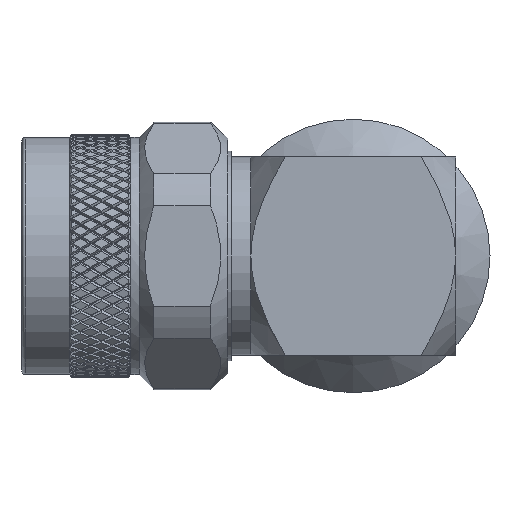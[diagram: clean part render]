
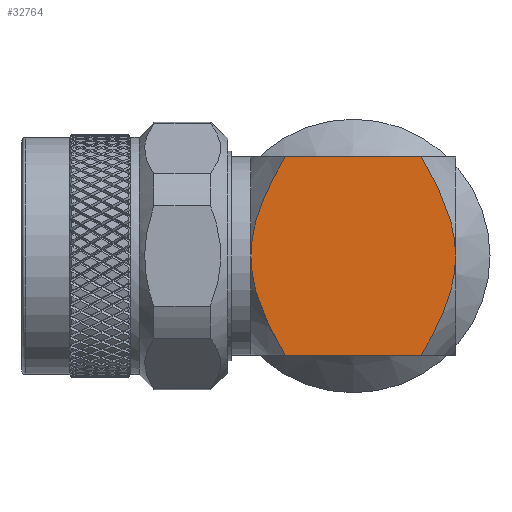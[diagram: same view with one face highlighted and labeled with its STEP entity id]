
A CAD part, left-side view. The second image highlights one B-rep face of the part: STEP entity #32764.
In plain terms, the highlighted planar face has unit normal (-1, 0, 0).
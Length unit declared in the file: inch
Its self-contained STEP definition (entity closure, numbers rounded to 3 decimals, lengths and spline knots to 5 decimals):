
#1761 = CARTESIAN_POINT ( 'NONE',  ( -0.325, -0.31898, -0.11507 ) ) ;
#1789 = CARTESIAN_POINT ( 'NONE',  ( -0.325, -0.33465, 0.325 ) ) ;
#2001 = CARTESIAN_POINT ( 'NONE',  ( -0.325, -0.22169, 0.325 ) ) ;
#2376 = CARTESIAN_POINT ( 'NONE',  ( -0.325, -0.28928, 0.19657 ) ) ;
#2531 = CARTESIAN_POINT ( 'NONE',  ( -0.325, -0.31022, -0.14261 ) ) ;
#4854 = CARTESIAN_POINT ( 'NONE',  ( -0.325, 0.33062, -0.05785 ) ) ;
#5601 = CARTESIAN_POINT ( 'NONE',  ( -0.325, -0.33465, 0. ) ) ;
#5621 = CARTESIAN_POINT ( 'NONE',  ( -0.325, 0.31022, -0.14261 ) ) ;
#11028 = VERTEX_POINT ( 'NONE', #33017 ) ;
#11599 = CARTESIAN_POINT ( 'NONE',  ( -0.325, 0.2893, -0.19651 ) ) ;
#12409 = ORIENTED_EDGE ( 'NONE', *, *, #18596, .T. ) ;
#13188 = CARTESIAN_POINT ( 'NONE',  ( -0.325, 0.25072, 0.27466 ) ) ;
#13575 = CARTESIAN_POINT ( 'NONE',  ( -0.325, 0.27713, 0.22287 ) ) ;
#14105 = PLANE ( 'NONE',  #18321 ) ;
#14679 = B_SPLINE_CURVE_WITH_KNOTS ( 'NONE', 3,
 ( #42229, #36257, #41461, #4854, #29102, #66457, #5621, #11599, #53379, #35862, #71647, #24319 ),
 .UNSPECIFIED., .F., .F.,
 ( 4, 2, 2, 2, 2, 4 ),
 ( 0.03047, 0.03157, 0.03267, 0.03486, 0.03706, 0.03926 ),
 .UNSPECIFIED. ) ;
#15543 = EDGE_CURVE ( 'NONE', #16115, #69239, #50303, .T. ) ;
#16115 = VERTEX_POINT ( 'NONE', #43203 ) ;
#17539 = CARTESIAN_POINT ( 'NONE',  ( -0.325, -0.33383, 0.02888 ) ) ;
#18321 = AXIS2_PLACEMENT_3D ( 'NONE', #1789, #21925, #38749 ) ;
#18596 = EDGE_CURVE ( 'NONE', #11028, #70912, #64136, .T. ) ;
#19240 = CARTESIAN_POINT ( 'NONE',  ( -0.325, -0.25066, -0.27478 ) ) ;
#19905 = ORIENTED_EDGE ( 'NONE', *, *, #56541, .T. ) ;
#19907 = CARTESIAN_POINT ( 'NONE',  ( -0.325, 0.3102, 0.14267 ) ) ;
#21530 = EDGE_LOOP ( 'NONE', ( #22866, #19905, #60634, #58093, #12409, #43500 ) ) ;
#21925 = DIRECTION ( 'NONE',  ( 1., 0., 0. ) ) ;
#22216 = CARTESIAN_POINT ( 'NONE',  ( -0.325, -0.33465, -0.325 ) ) ;
#22866 = ORIENTED_EDGE ( 'NONE', *, *, #59766, .T. ) ;
#24319 = CARTESIAN_POINT ( 'NONE',  ( -0.325, 0.22169, -0.325 ) ) ;
#24852 = VECTOR ( 'NONE', #63846, 39.37008 ) ;
#25608 = CARTESIAN_POINT ( 'NONE',  ( -0.325, -0.2893, -0.19651 ) ) ;
#25847 = CARTESIAN_POINT ( 'NONE',  ( -0.325, -0.25072, 0.27466 ) ) ;
#25892 = CARTESIAN_POINT ( 'NONE',  ( -0.325, 0.28928, 0.19657 ) ) ;
#26002 = CARTESIAN_POINT ( 'NONE',  ( -0.325, -0.3282, -0.07239 ) ) ;
#29102 = CARTESIAN_POINT ( 'NONE',  ( -0.325, 0.3282, -0.07239 ) ) ;
#31205 = CARTESIAN_POINT ( 'NONE',  ( -0.325, -0.23647, -0.30008 ) ) ;
#31982 = CARTESIAN_POINT ( 'NONE',  ( -0.325, -0.27712, -0.22291 ) ) ;
#32228 = CARTESIAN_POINT ( 'NONE',  ( -0.325, -0.23647, 0.30008 ) ) ;
#32764 = ADVANCED_FACE ( 'NONE', ( #56669 ), #14105, .F. ) ;
#33017 = CARTESIAN_POINT ( 'NONE',  ( -0.325, 0.22169, 0.325 ) ) ;
#35843 = CARTESIAN_POINT ( 'NONE',  ( -0.325, -0.31899, 0.11507 ) ) ;
#35862 = CARTESIAN_POINT ( 'NONE',  ( -0.325, 0.25066, -0.27478 ) ) ;
#36257 = CARTESIAN_POINT ( 'NONE',  ( -0.325, 0.33465, -0.01444 ) ) ;
#37826 = CARTESIAN_POINT ( 'NONE',  ( -0.325, 0.32824, 0.07217 ) ) ;
#37936 = CARTESIAN_POINT ( 'NONE',  ( -0.325, -0.22169, -0.325 ) ) ;
#38749 = DIRECTION ( 'NONE',  ( 0., 0., -1. ) ) ;
#39948 = EDGE_CURVE ( 'NONE', #11028, #69239, #44038, .T. ) ;
#41461 = CARTESIAN_POINT ( 'NONE',  ( -0.325, 0.33383, -0.0289 ) ) ;
#41699 = CARTESIAN_POINT ( 'NONE',  ( -0.325, 0.33465, 0. ) ) ;
#41824 = CARTESIAN_POINT ( 'NONE',  ( -0.325, -0.33064, 0.05771 ) ) ;
#42229 = CARTESIAN_POINT ( 'NONE',  ( -0.325, 0.33465, 0. ) ) ;
#43203 = CARTESIAN_POINT ( 'NONE',  ( -0.325, -0.33465, 0. ) ) ;
#43437 = CARTESIAN_POINT ( 'NONE',  ( -0.325, 0.22169, 0.325 ) ) ;
#43500 = ORIENTED_EDGE ( 'NONE', *, *, #50090, .T. ) ;
#44038 = LINE ( 'NONE', #69028, #24852 ) ;
#44218 = CARTESIAN_POINT ( 'NONE',  ( -0.325, 0.33064, 0.05771 ) ) ;
#44330 = CARTESIAN_POINT ( 'NONE',  ( -0.325, -0.33465, -0.01444 ) ) ;
#44429 = VERTEX_POINT ( 'NONE', #55614 ) ;
#44612 = CARTESIAN_POINT ( 'NONE',  ( -0.325, 0.33383, 0.02888 ) ) ;
#50090 = EDGE_CURVE ( 'NONE', #70912, #63755, #14679, .T. ) ;
#50174 = CARTESIAN_POINT ( 'NONE',  ( -0.325, 0.31899, 0.11507 ) ) ;
#50303 = B_SPLINE_CURVE_WITH_KNOTS ( 'NONE', 3,
 ( #5601, #72012, #17539, #41824, #54139, #35843, #78370, #2376, #74752, #25847, #32228, #2001 ),
 .UNSPECIFIED., .F., .F.,
 ( 4, 2, 2, 2, 2, 4 ),
 ( 0.01817, 0.01928, 0.02038, 0.02259, 0.02479, 0.027 ),
 .UNSPECIFIED. ) ;
#52384 = CARTESIAN_POINT ( 'NONE',  ( -0.325, -0.22169, 0.325 ) ) ;
#53379 = CARTESIAN_POINT ( 'NONE',  ( -0.325, 0.27712, -0.22291 ) ) ;
#54032 = DIRECTION ( 'NONE',  ( 0., -1., 0. ) ) ;
#54139 = CARTESIAN_POINT ( 'NONE',  ( -0.325, -0.32824, 0.07217 ) ) ;
#55614 = CARTESIAN_POINT ( 'NONE',  ( -0.325, -0.22169, -0.325 ) ) ;
#56150 = CARTESIAN_POINT ( 'NONE',  ( -0.325, 0.23647, 0.30008 ) ) ;
#56541 = EDGE_CURVE ( 'NONE', #44429, #16115, #73823, .T. ) ;
#56669 = FACE_OUTER_BOUND ( 'NONE', #21530, .T. ) ;
#58093 = ORIENTED_EDGE ( 'NONE', *, *, #39948, .F. ) ;
#59766 = EDGE_CURVE ( 'NONE', #63755, #44429, #76703, .T. ) ;
#60634 = ORIENTED_EDGE ( 'NONE', *, *, #15543, .T. ) ;
#60910 = CARTESIAN_POINT ( 'NONE',  ( -0.325, 0.33465, 0. ) ) ;
#61785 = CARTESIAN_POINT ( 'NONE',  ( -0.325, -0.33383, -0.0289 ) ) ;
#63755 = VERTEX_POINT ( 'NONE', #65070 ) ;
#63846 = DIRECTION ( 'NONE',  ( 0., -1., 0. ) ) ;
#64136 = B_SPLINE_CURVE_WITH_KNOTS ( 'NONE', 3,
 ( #43437, #56150, #13188, #13575, #25892, #19907, #50174, #37826, #44218, #44612, #68420, #60910 ),
 .UNSPECIFIED., .F., .F.,
 ( 4, 2, 2, 2, 2, 4 ),
 ( 0.02167, 0.02387, 0.02607, 0.02827, 0.02937, 0.03047 ),
 .UNSPECIFIED. ) ;
#65070 = CARTESIAN_POINT ( 'NONE',  ( -0.325, 0.22169, -0.325 ) ) ;
#66457 = CARTESIAN_POINT ( 'NONE',  ( -0.325, 0.31898, -0.11507 ) ) ;
#68420 = CARTESIAN_POINT ( 'NONE',  ( -0.325, 0.33465, 0.01445 ) ) ;
#68525 = CARTESIAN_POINT ( 'NONE',  ( -0.325, -0.33465, 0. ) ) ;
#69028 = CARTESIAN_POINT ( 'NONE',  ( -0.325, -0.33465, 0.325 ) ) ;
#69239 = VERTEX_POINT ( 'NONE', #52384 ) ;
#70912 = VERTEX_POINT ( 'NONE', #41699 ) ;
#71647 = CARTESIAN_POINT ( 'NONE',  ( -0.325, 0.23647, -0.30008 ) ) ;
#72012 = CARTESIAN_POINT ( 'NONE',  ( -0.325, -0.33465, 0.01445 ) ) ;
#73109 = VECTOR ( 'NONE', #54032, 39.37008 ) ;
#73823 = B_SPLINE_CURVE_WITH_KNOTS ( 'NONE', 3,
 ( #37936, #31205, #19240, #31982, #25608, #2531, #1761, #26002, #74511, #61785, #44330, #68525 ),
 .UNSPECIFIED., .F., .F.,
 ( 4, 2, 2, 2, 2, 4 ),
 ( 0.00935, 0.01156, 0.01376, 0.01597, 0.01707, 0.01817 ),
 .UNSPECIFIED. ) ;
#74511 = CARTESIAN_POINT ( 'NONE',  ( -0.325, -0.33062, -0.05785 ) ) ;
#74752 = CARTESIAN_POINT ( 'NONE',  ( -0.325, -0.27713, 0.22287 ) ) ;
#76703 = LINE ( 'NONE', #22216, #73109 ) ;
#78370 = CARTESIAN_POINT ( 'NONE',  ( -0.325, -0.3102, 0.14267 ) ) ;
